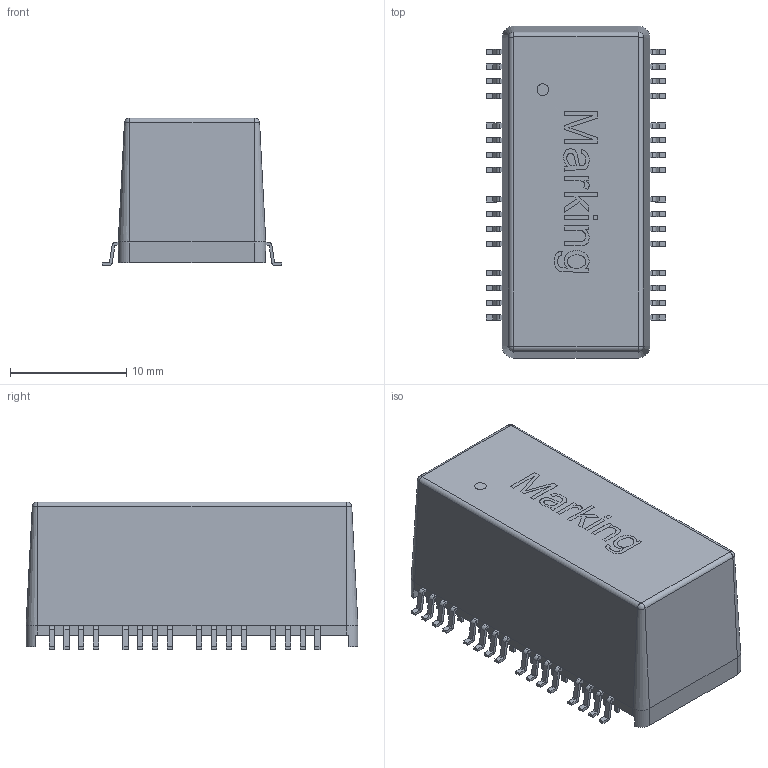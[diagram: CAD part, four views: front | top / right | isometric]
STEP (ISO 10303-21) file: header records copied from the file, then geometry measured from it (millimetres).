
FILE_DESCRIPTION(/* description */ ('Unknown'),/* implementation_level */ '2;1');
FILE_NAME(/* name */ 'T_Wurth_WE-LAN_7490240120',/* time_stamp */ '2025-08-27T09:46:06+08:00',/* author */ ('Unknown'),/* organization */ ('Unknown'),/* preprocessor_version */ 'ST-DEVELOPER v19.4',/* originating_system */ 'Solid Edge',/* authorisation */ 'Unknown');
FILE_SCHEMA (('AUTOMOTIVE_DESIGN {1 0 10303 214 3 1 1}'));
Length unit declared in the file: millimetre
Products named in the file (2): T_Wurth_WE-LAN_7490240120
Assembly tree (1 placements, depth 2):
  T_Wurth_WE-LAN_7490240120
    T_Wurth_WE-LAN_7490240120
Bounding box: 15.49 x 28.57 x 12.7 mm (x, y, z)
Volume: 1010 mm3; surface area: 2523.8 mm2
Topology: 1 solids, 1 shells, 708 faces, 1859 edges, 1224 vertices
Faces by surface type: plane 527, cylinder 149, bspline 16, cone 8, sphere 4, torus 4
Full cylindrical faces by diameter (mm): 1 x1
Entity records: 27301 total; most frequent: CARTESIAN_POINT 4833, ORIENTED_EDGE 3710, DIRECTION 3421, EDGE_CURVE 1855, LINE 1421, VECTOR 1421, VERTEX_POINT 1224, AXIS2_PLACEMENT_3D 1000
